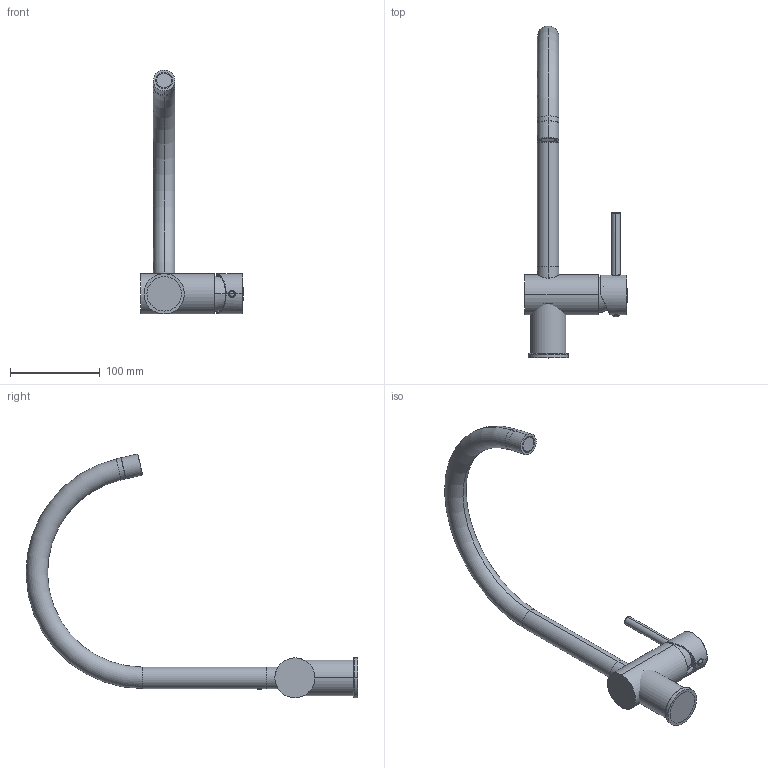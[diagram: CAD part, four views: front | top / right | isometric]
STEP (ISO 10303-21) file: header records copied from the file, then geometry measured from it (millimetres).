
FILE_DESCRIPTION((''),'2;1');
FILE_NAME('LIG280CR','2021-04-12T17:12:06',('ut3'),('PAFFONI SpA'),'CREO PARAMETRIC BY PTC INC, 2020044','CREO PARAMETRIC BY PTC INC, 2020044','');
FILE_SCHEMA(('CONFIG_CONTROL_DESIGN','SHAPE_APPEARANCE_LAYERS_GROUPS'));
Length unit declared in the file: millimetre
Products named in the file (1): LIG280CR
Bounding box: 114.19 x 370.54 x 272.5 mm (x, y, z)
Surface area: 82066.6 mm2 (no closed solid volume)
Topology: 0 solids, 20 shells, 149 faces, 365 edges, 222 vertices
Faces by surface type: cylinder 40, plane 38, torus 24, bspline 23, cone 13, sphere 11
Entity records: 6645 total; most frequent: CARTESIAN_POINT 2265, DIRECTION 691, ORIENTED_EDGE 633, EDGE_CURVE 361, AXIS2_PLACEMENT_3D 298, VERTEX_POINT 222, CIRCLE 172, FILL_AREA_STYLE_COLOUR 150
